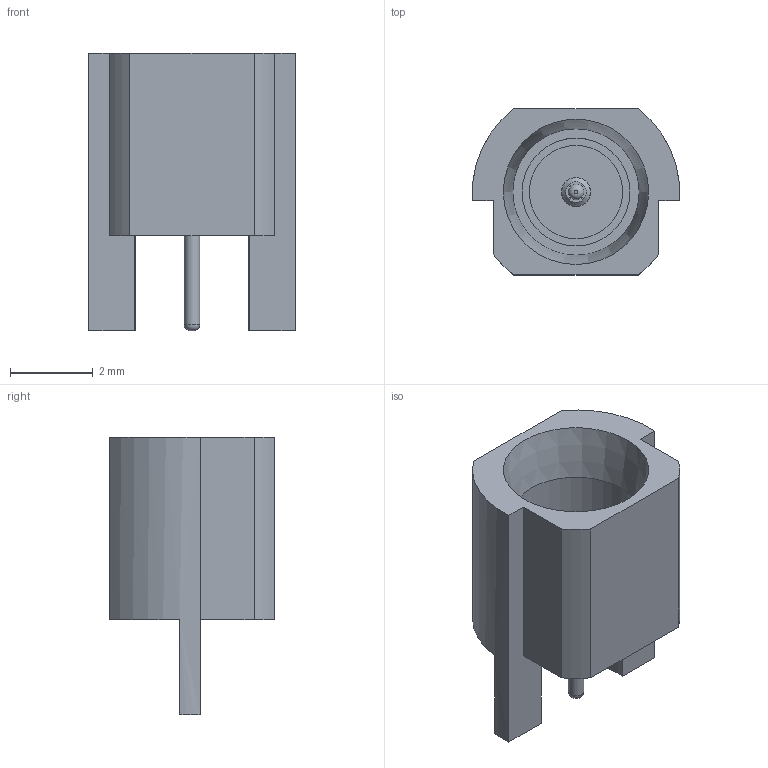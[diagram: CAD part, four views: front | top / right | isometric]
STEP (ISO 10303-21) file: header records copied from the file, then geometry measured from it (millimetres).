
FILE_DESCRIPTION(/* description */ ('Unknown'),/* implementation_level */ '2;1');
FILE_NAME(/* name */ '60114202122305',/* time_stamp */ '2020-01-09T09:49:41+01:00',/* author */ ('Unknown'),/* organization */ ('Unknown'),/* preprocessor_version */ 'ST-DEVELOPER v16.7',/* originating_system */ 'DEX',/* authorisation */ $);
FILE_SCHEMA (('AUTOMOTIVE_DESIGN {1 0 10303 214 3 1 1}'));
Length unit declared in the file: millimetre
Products named in the file (1): 60114202122305
Bounding box: 5 x 4 x 6.7 mm (x, y, z)
Volume: 54.1 mm3; surface area: 156.5 mm2
Topology: 1 solids, 1 shells, 40 faces, 88 edges, 59 vertices
Faces by surface type: plane 21, cylinder 15, cone 2, torus 2
Full cylindrical faces by diameter (mm): 0.38 x2, 0.7 x2, 0.703 x2, 2.25 x1, 2.6 x1, 3.05 x1
Entity records: 1310 total; most frequent: DIRECTION 188, CARTESIAN_POINT 165, ORIENTED_EDGE 140, AXIS2_PLACEMENT_3D 77, EDGE_CURVE 70, EDGE_LOOP 62, FACE_BOUND 62, VERTEX_POINT 54
